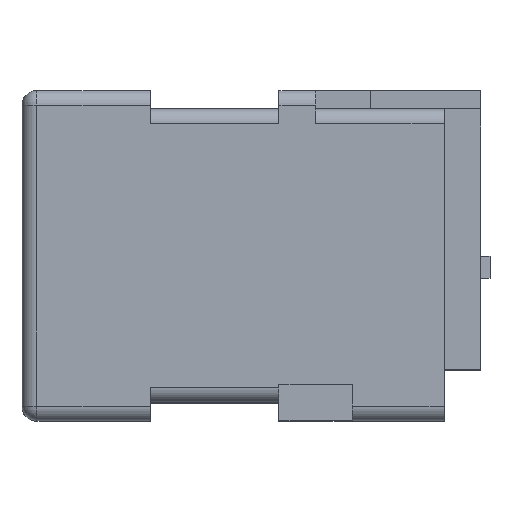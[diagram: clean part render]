
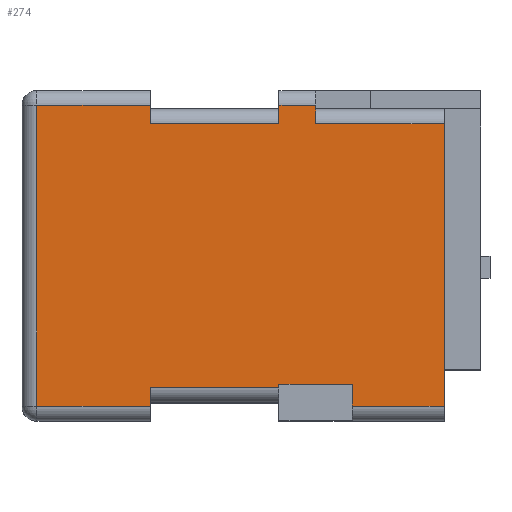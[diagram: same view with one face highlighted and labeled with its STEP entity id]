
A CAD part, top view. The second image highlights one B-rep face of the part: STEP entity #274.
In plain terms, the highlighted planar face has unit normal (0, 0, 1).
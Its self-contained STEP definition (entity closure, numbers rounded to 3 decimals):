
#89 = VERTEX_POINT('',#90);
#90 = CARTESIAN_POINT('',(-9.85,-3.7,7.8));
#97 = EDGE_CURVE('',#89,#98,#100,.T.);
#98 = VERTEX_POINT('',#99);
#99 = CARTESIAN_POINT('',(-9.85,4.5,7.8));
#100 = LINE('',#101,#102);
#101 = CARTESIAN_POINT('',(-9.85,-4.1,7.8));
#102 = VECTOR('',#103,1.);
#103 = DIRECTION('',(0.,1.,0.));
#274 = ADVANCED_FACE('',(#275),#444,.T.);
#275 = FACE_BOUND('',#276,.T.);
#276 = EDGE_LOOP('',(#277,#287,#295,#303,#311,#319,#327,#335,#343,#351,
    #359,#367,#373,#374,#382,#390,#398,#406,#414,#422,#430,#438));
#277 = ORIENTED_EDGE('',*,*,#278,.T.);
#278 = EDGE_CURVE('',#279,#281,#283,.T.);
#279 = VERTEX_POINT('',#280);
#280 = CARTESIAN_POINT('',(1.25,-3.7,7.8));
#281 = VERTEX_POINT('',#282);
#282 = CARTESIAN_POINT('',(1.25,-3.6,7.8));
#283 = LINE('',#284,#285);
#284 = CARTESIAN_POINT('',(1.25,-4.1,7.8));
#285 = VECTOR('',#286,1.);
#286 = DIRECTION('',(0.,1.,0.));
#287 = ORIENTED_EDGE('',*,*,#288,.T.);
#288 = EDGE_CURVE('',#281,#289,#291,.T.);
#289 = VERTEX_POINT('',#290);
#290 = CARTESIAN_POINT('',(1.25,4.,7.8));
#291 = LINE('',#292,#293);
#292 = CARTESIAN_POINT('',(1.25,-3.6,7.8));
#293 = VECTOR('',#294,1.);
#294 = DIRECTION('',(0.,1.,0.));
#295 = ORIENTED_EDGE('',*,*,#296,.T.);
#296 = EDGE_CURVE('',#289,#297,#299,.T.);
#297 = VERTEX_POINT('',#298);
#298 = CARTESIAN_POINT('',(-2.25,4.,7.8));
#299 = LINE('',#300,#301);
#300 = CARTESIAN_POINT('',(1.25,4.,7.8));
#301 = VECTOR('',#302,1.);
#302 = DIRECTION('',(-1.,0.,0.));
#303 = ORIENTED_EDGE('',*,*,#304,.F.);
#304 = EDGE_CURVE('',#305,#297,#307,.T.);
#305 = VERTEX_POINT('',#306);
#306 = CARTESIAN_POINT('',(-2.25,4.4,7.8));
#307 = LINE('',#308,#309);
#308 = CARTESIAN_POINT('',(-2.25,0.4,7.8));
#309 = VECTOR('',#310,1.);
#310 = DIRECTION('',(0.,-1.,0.));
#311 = ORIENTED_EDGE('',*,*,#312,.F.);
#312 = EDGE_CURVE('',#313,#305,#315,.T.);
#313 = VERTEX_POINT('',#314);
#314 = CARTESIAN_POINT('',(-2.25,4.5,7.8));
#315 = LINE('',#316,#317);
#316 = CARTESIAN_POINT('',(-2.25,4.9,7.8));
#317 = VECTOR('',#318,1.);
#318 = DIRECTION('',(0.,-1.,0.));
#319 = ORIENTED_EDGE('',*,*,#320,.F.);
#320 = EDGE_CURVE('',#321,#313,#323,.T.);
#321 = VERTEX_POINT('',#322);
#322 = CARTESIAN_POINT('',(-3.25,4.5,7.8));
#323 = LINE('',#324,#325);
#324 = CARTESIAN_POINT('',(-3.25,4.5,7.8));
#325 = VECTOR('',#326,1.);
#326 = DIRECTION('',(1.,0.,0.));
#327 = ORIENTED_EDGE('',*,*,#328,.T.);
#328 = EDGE_CURVE('',#321,#329,#331,.T.);
#329 = VERTEX_POINT('',#330);
#330 = CARTESIAN_POINT('',(-3.25,4.4,7.8));
#331 = LINE('',#332,#333);
#332 = CARTESIAN_POINT('',(-3.25,4.9,7.8));
#333 = VECTOR('',#334,1.);
#334 = DIRECTION('',(0.,-1.,0.));
#335 = ORIENTED_EDGE('',*,*,#336,.T.);
#336 = EDGE_CURVE('',#329,#337,#339,.T.);
#337 = VERTEX_POINT('',#338);
#338 = CARTESIAN_POINT('',(-3.25,4.,7.8));
#339 = LINE('',#340,#341);
#340 = CARTESIAN_POINT('',(-3.25,0.4,7.8));
#341 = VECTOR('',#342,1.);
#342 = DIRECTION('',(0.,-1.,0.));
#343 = ORIENTED_EDGE('',*,*,#344,.F.);
#344 = EDGE_CURVE('',#345,#337,#347,.T.);
#345 = VERTEX_POINT('',#346);
#346 = CARTESIAN_POINT('',(-6.75,4.,7.8));
#347 = LINE('',#348,#349);
#348 = CARTESIAN_POINT('',(-6.75,4.,7.8));
#349 = VECTOR('',#350,1.);
#350 = DIRECTION('',(1.,0.,0.));
#351 = ORIENTED_EDGE('',*,*,#352,.F.);
#352 = EDGE_CURVE('',#353,#345,#355,.T.);
#353 = VERTEX_POINT('',#354);
#354 = CARTESIAN_POINT('',(-6.75,4.4,7.8));
#355 = LINE('',#356,#357);
#356 = CARTESIAN_POINT('',(-6.75,0.4,7.8));
#357 = VECTOR('',#358,1.);
#358 = DIRECTION('',(0.,-1.,0.));
#359 = ORIENTED_EDGE('',*,*,#360,.F.);
#360 = EDGE_CURVE('',#361,#353,#363,.T.);
#361 = VERTEX_POINT('',#362);
#362 = CARTESIAN_POINT('',(-6.75,4.5,7.8));
#363 = LINE('',#364,#365);
#364 = CARTESIAN_POINT('',(-6.75,4.9,7.8));
#365 = VECTOR('',#366,1.);
#366 = DIRECTION('',(0.,-1.,0.));
#367 = ORIENTED_EDGE('',*,*,#368,.F.);
#368 = EDGE_CURVE('',#98,#361,#369,.T.);
#369 = LINE('',#370,#371);
#370 = CARTESIAN_POINT('',(-10.25,4.5,7.8));
#371 = VECTOR('',#372,1.);
#372 = DIRECTION('',(1.,0.,0.));
#373 = ORIENTED_EDGE('',*,*,#97,.F.);
#374 = ORIENTED_EDGE('',*,*,#375,.T.);
#375 = EDGE_CURVE('',#89,#376,#378,.T.);
#376 = VERTEX_POINT('',#377);
#377 = CARTESIAN_POINT('',(-6.75,-3.7,7.8));
#378 = LINE('',#379,#380);
#379 = CARTESIAN_POINT('',(-10.25,-3.7,7.8));
#380 = VECTOR('',#381,1.);
#381 = DIRECTION('',(1.,0.,0.));
#382 = ORIENTED_EDGE('',*,*,#383,.T.);
#383 = EDGE_CURVE('',#376,#384,#386,.T.);
#384 = VERTEX_POINT('',#385);
#385 = CARTESIAN_POINT('',(-6.75,-3.6,7.8));
#386 = LINE('',#387,#388);
#387 = CARTESIAN_POINT('',(-6.75,-4.1,7.8));
#388 = VECTOR('',#389,1.);
#389 = DIRECTION('',(0.,1.,0.));
#390 = ORIENTED_EDGE('',*,*,#391,.T.);
#391 = EDGE_CURVE('',#384,#392,#394,.T.);
#392 = VERTEX_POINT('',#393);
#393 = CARTESIAN_POINT('',(-6.75,-3.2,7.8));
#394 = LINE('',#395,#396);
#395 = CARTESIAN_POINT('',(-6.75,-4.1,7.8));
#396 = VECTOR('',#397,1.);
#397 = DIRECTION('',(0.,1.,0.));
#398 = ORIENTED_EDGE('',*,*,#399,.T.);
#399 = EDGE_CURVE('',#392,#400,#402,.T.);
#400 = VERTEX_POINT('',#401);
#401 = CARTESIAN_POINT('',(-3.25,-3.2,7.8));
#402 = LINE('',#403,#404);
#403 = CARTESIAN_POINT('',(-6.75,-3.2,7.8));
#404 = VECTOR('',#405,1.);
#405 = DIRECTION('',(1.,0.,0.));
#406 = ORIENTED_EDGE('',*,*,#407,.T.);
#407 = EDGE_CURVE('',#400,#408,#410,.T.);
#408 = VERTEX_POINT('',#409);
#409 = CARTESIAN_POINT('',(-3.25,-3.1,7.8));
#410 = LINE('',#411,#412);
#411 = CARTESIAN_POINT('',(-3.25,-3.6,7.8));
#412 = VECTOR('',#413,1.);
#413 = DIRECTION('',(0.,1.,0.));
#414 = ORIENTED_EDGE('',*,*,#415,.T.);
#415 = EDGE_CURVE('',#408,#416,#418,.T.);
#416 = VERTEX_POINT('',#417);
#417 = CARTESIAN_POINT('',(-1.25,-3.1,7.8));
#418 = LINE('',#419,#420);
#419 = CARTESIAN_POINT('',(-3.25,-3.1,7.8));
#420 = VECTOR('',#421,1.);
#421 = DIRECTION('',(1.,0.,0.));
#422 = ORIENTED_EDGE('',*,*,#423,.F.);
#423 = EDGE_CURVE('',#424,#416,#426,.T.);
#424 = VERTEX_POINT('',#425);
#425 = CARTESIAN_POINT('',(-1.25,-3.6,7.8));
#426 = LINE('',#427,#428);
#427 = CARTESIAN_POINT('',(-1.25,-3.6,7.8));
#428 = VECTOR('',#429,1.);
#429 = DIRECTION('',(0.,1.,0.));
#430 = ORIENTED_EDGE('',*,*,#431,.F.);
#431 = EDGE_CURVE('',#432,#424,#434,.T.);
#432 = VERTEX_POINT('',#433);
#433 = CARTESIAN_POINT('',(-1.25,-3.7,7.8));
#434 = LINE('',#435,#436);
#435 = CARTESIAN_POINT('',(-1.25,-4.1,7.8));
#436 = VECTOR('',#437,1.);
#437 = DIRECTION('',(0.,1.,0.));
#438 = ORIENTED_EDGE('',*,*,#439,.T.);
#439 = EDGE_CURVE('',#432,#279,#440,.T.);
#440 = LINE('',#441,#442);
#441 = CARTESIAN_POINT('',(-1.25,-3.7,7.8));
#442 = VECTOR('',#443,1.);
#443 = DIRECTION('',(1.,0.,0.));
#444 = PLANE('',#445);
#445 = AXIS2_PLACEMENT_3D('',#446,#447,#448);
#446 = CARTESIAN_POINT('',(-10.25,-4.1,7.8));
#447 = DIRECTION('',(0.,0.,1.));
#448 = DIRECTION('',(1.,0.,0.));
